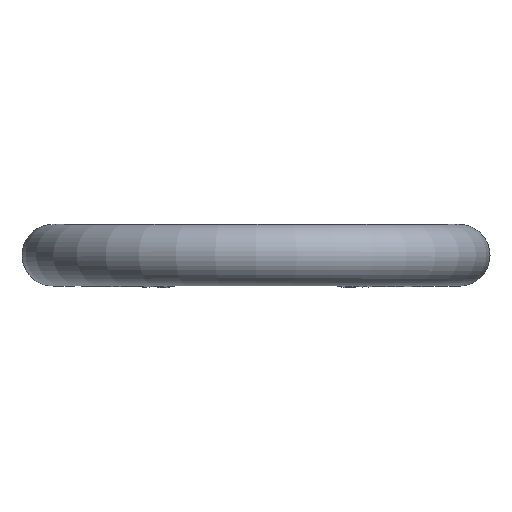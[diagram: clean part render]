
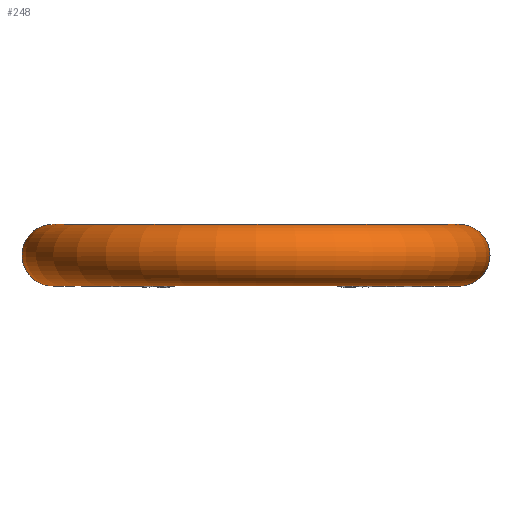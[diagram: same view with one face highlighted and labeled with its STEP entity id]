
A CAD part, top view. The second image highlights one B-rep face of the part: STEP entity #248.
In plain terms, the highlighted toroidal (fillet/blend) face has major radius 1.65 mm and minor radius 0.25 mm.
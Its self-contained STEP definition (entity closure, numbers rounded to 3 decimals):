
#27=DIRECTION('',(1.,0.,0.));
#58=VERTEX_POINT('',#59);
#59=CARTESIAN_POINT('',(-1.4,0.,    5.55));
#90=CARTESIAN_POINT('',(-1.4,0.,    5.55));
#92=EDGE_CURVE('',#58,#58,#93,.T.);
#93=( BOUNDED_CURVE() B_SPLINE_CURVE(6,(#90,#94,#95,#96,#97,#98,#90),.UNSPECIFIED.,.T.,.F.) B_SPLINE_CURVE_WITH_KNOTS((1,6,6,1),(    -6.283,0.,6.283,12.566),.UNSPECIFIED.) CURVE() GEOMETRIC_REPRESENTATION_ITEM() RATIONAL_B_SPLINE_CURVE((1.669,1.037,1.038,    0.854,1.038,1.037,1.669)) REPRESENTATION_ITEM('') );
#94=CARTESIAN_POINT('',(-1.4,0.415,5.55    ));
#95=CARTESIAN_POINT('',(-1.914,0.475,5.55)  );
#96=CARTESIAN_POINT('',(-2.337,0.,    5.55));
#97=CARTESIAN_POINT('',(-1.914,-0.475,5.55    ));
#98=CARTESIAN_POINT('',(-1.4,-0.415,    5.55));
#248=ADVANCED_FACE('',(#249),#268,.T.);
#249=FACE_BOUND('',#250,.T.);
#250=EDGE_LOOP('',(#251,#259,#266,#267));
#251=ORIENTED_EDGE('',*,*,#252,.T.);
#252=EDGE_CURVE('',#58,#253,#255,.T.);
#253=VERTEX_POINT('',#254);
#254=CARTESIAN_POINT('',(1.4,0.,    5.55));
#255=CIRCLE('',#256,1.4);
#256=AXIS2_PLACEMENT_3D('',#257,#258,#27);
#257=CARTESIAN_POINT('',(0.,0.,    5.55));
#258=DIRECTION('',(0.,1.,0.));
#259=ORIENTED_EDGE('',*,*,#260,.T.);
#260=EDGE_CURVE('',#253,#253,#261,.T.);
#261=CIRCLE('',#262,0.25);
#262=AXIS2_PLACEMENT_3D('',#263,#264,#265);
#263=CARTESIAN_POINT('',(1.65,0.,    5.55));
#264=DIRECTION('',(0.,0.,1.));
#265=DIRECTION('',(1.,0.,0.));
#266=ORIENTED_EDGE('',*,*,#252,.F.);
#267=ORIENTED_EDGE('',*,*,#92,.T.);
#268=TOROIDAL_SURFACE('',#269,1.65,0.25);
#269=AXIS2_PLACEMENT_3D('',#270,#258,#27);
#270=CARTESIAN_POINT('',(0.,0.,    5.55));
